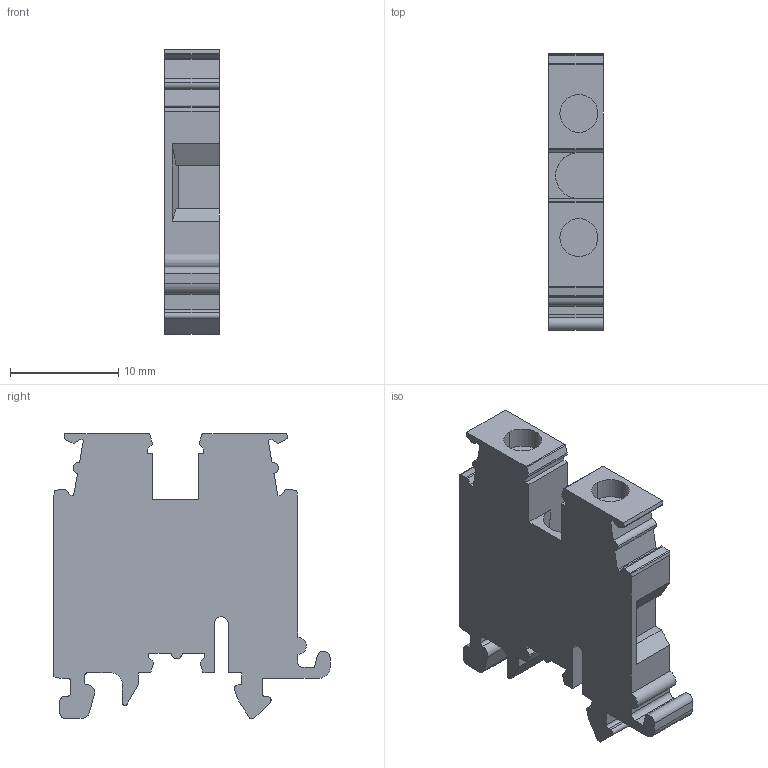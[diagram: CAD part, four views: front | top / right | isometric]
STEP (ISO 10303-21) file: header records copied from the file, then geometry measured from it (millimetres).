
FILE_DESCRIPTION(('CATIA V5 STEP Exchange','CAx-IF Rec.Pracs.--- Model Styling and Organization---1.4--- 2014-01-23'),'2;1');
FILE_NAME ('D1445755_0', '2020-01-10T09:49:11+00:00', ('none'), ('Weidmueller'), 'CATIA Version 5-6 Release 2016 SP3 HF44', 'CATIA V5 STEP AP214', 'none');
FILE_SCHEMA(('AUTOMOTIVE_DESIGN { 1 0 10303 214 1 1 1 1 }'));
Length unit declared in the file: millimetre
Products named in the file (1): 0175960000_AKZ_2-5_O.ZA
Bounding box: 5.03 x 25.45 x 26.25 mm (x, y, z)
Volume: 2159 mm3; surface area: 1788 mm2
Topology: 1 solids, 1 shells, 139 faces, 408 edges, 273 vertices
Faces by surface type: plane 101, cylinder 38
Entity records: 4445 total; most frequent: ORIENTED_EDGE 816, CARTESIAN_POINT 806, DIRECTION 642, EDGE_CURVE 408, VECTOR 327, LINE 327, VERTEX_POINT 273, AXIS2_PLACEMENT_3D 198
